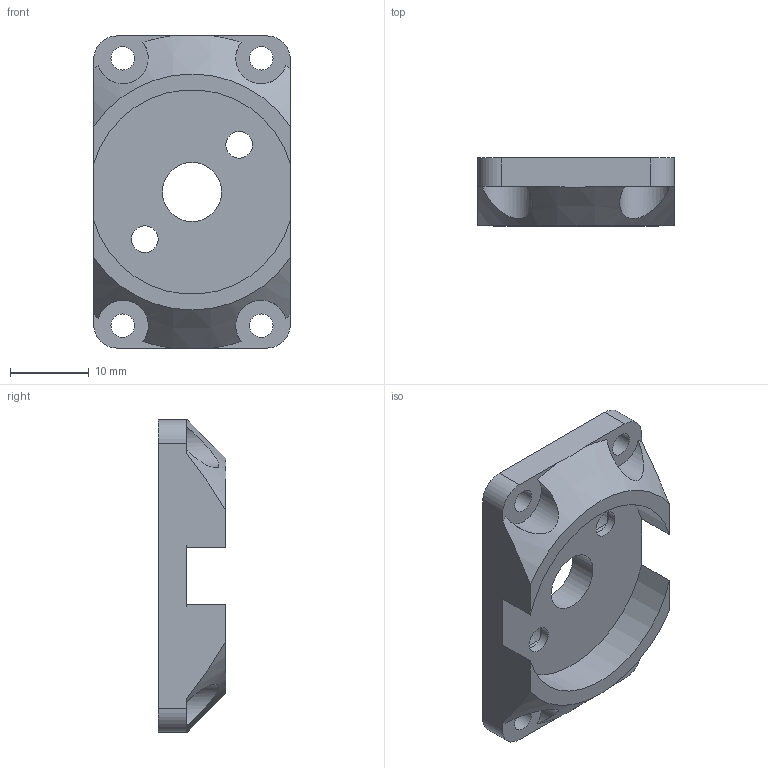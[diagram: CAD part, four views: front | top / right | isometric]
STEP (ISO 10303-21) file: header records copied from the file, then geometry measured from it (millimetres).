
FILE_DESCRIPTION(/* description */ (''),/* implementation_level */ '2;1');
FILE_NAME(/* name */ 'Motor_Mounting_Plate.step',/* time_stamp */ '2024-06-01T14:01:42+10:00',/* author */ (''),/* organization */ (''),/* preprocessor_version */ 'ST-DEVELOPER v20',/* originating_system */ 'Autodesk Translation Framework v12.14.0.127',/* authorisation */ '');
FILE_SCHEMA (('AUTOMOTIVE_DESIGN { 1 0 10303 214 3 1 1 }'));
Length unit declared in the file: millimetre
Products named in the file (1): Mounting Plate
Bounding box: 25 x 8.6 x 39.7 mm (x, y, z)
Volume: 4296.2 mm3; surface area: 3280.4 mm2
Topology: 1 solids, 1 shells, 57 faces, 155 edges, 100 vertices
Faces by surface type: plane 36, cylinder 19, cone 2
Full cylindrical faces by diameter (mm): 3 x4, 3.4 x2, 6.5 x2, 7.5 x1
Entity records: 1942 total; most frequent: CARTESIAN_POINT 413, DIRECTION 319, ORIENTED_EDGE 310, EDGE_CURVE 155, AXIS2_PLACEMENT_3D 116, VERTEX_POINT 100, LINE 87, VECTOR 87
